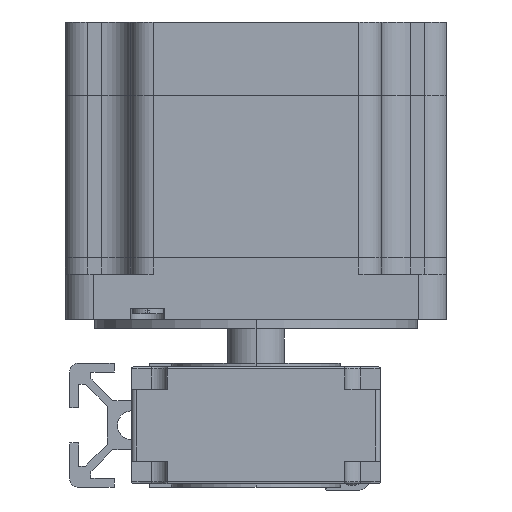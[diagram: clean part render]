
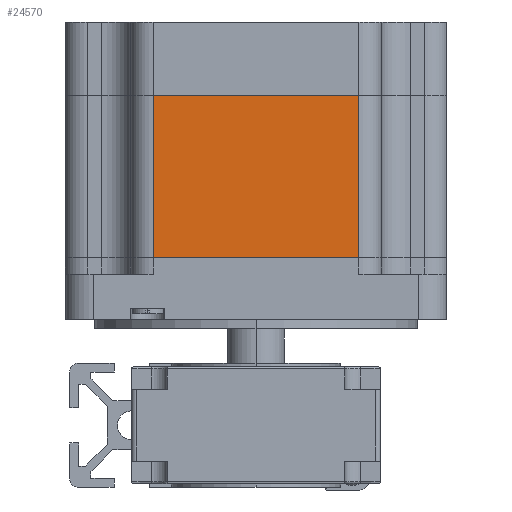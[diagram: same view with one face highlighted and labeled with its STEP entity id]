
A CAD part, front view. The second image highlights one B-rep face of the part: STEP entity #24570.
In plain terms, the highlighted planar face has unit normal (0, -1, 0).
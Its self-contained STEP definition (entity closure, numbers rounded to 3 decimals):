
#627 = CARTESIAN_POINT ( 'NONE',  ( -14.296, 146.447, 74.4 ) ) ;
#1325 = DIRECTION ( 'NONE',  ( 0., 0., 1. ) ) ;
#1848 = CARTESIAN_POINT ( 'NONE',  ( 37.216, 146.447, 90.91 ) ) ;
#1936 = LINE ( 'NONE', #15257, #28426 ) ;
#2451 = VERTEX_POINT ( 'NONE', #17132 ) ;
#4347 = EDGE_CURVE ( 'NONE', #25076, #2451, #1936, .T. ) ;
#4689 = DIRECTION ( 'NONE',  ( 0., 0., 1. ) ) ;
#8019 = DIRECTION ( 'NONE',  ( -1., 0., 0. ) ) ;
#9212 = ORIENTED_EDGE ( 'NONE', *, *, #4347, .F. ) ;
#10212 = VERTEX_POINT ( 'NONE', #15899 ) ;
#10223 = VERTEX_POINT ( 'NONE', #31696 ) ;
#10453 = PLANE ( 'NONE',  #12531 ) ;
#12531 = AXIS2_PLACEMENT_3D ( 'NONE', #38352, #29085, #1325 ) ;
#15043 = CARTESIAN_POINT ( 'NONE',  ( 37.216, 146.447, 37.824 ) ) ;
#15257 = CARTESIAN_POINT ( 'NONE',  ( -14.296, 146.447, 37.824 ) ) ;
#15899 = CARTESIAN_POINT ( 'NONE',  ( 37.216, 146.447, 74.4 ) ) ;
#17132 = CARTESIAN_POINT ( 'NONE',  ( -9.216, 146.447, 37.824 ) ) ;
#17141 = ORIENTED_EDGE ( 'NONE', *, *, #27912, .T. ) ;
#17863 = LINE ( 'NONE', #1848, #18066 ) ;
#18066 = VECTOR ( 'NONE', #4689, 1000. ) ;
#19120 = EDGE_CURVE ( 'NONE', #25076, #10212, #17863, .T. ) ;
#22573 = DIRECTION ( 'NONE',  ( 0., 0., -1. ) ) ;
#23201 = FACE_OUTER_BOUND ( 'NONE', #26852, .T. ) ;
#24570 = ADVANCED_FACE ( 'NONE', ( #23201 ), #10453, .T. ) ;
#24742 = LINE ( 'NONE', #627, #25003 ) ;
#24803 = EDGE_CURVE ( 'NONE', #10223, #2451, #28057, .T. ) ;
#25003 = VECTOR ( 'NONE', #28584, 1000. ) ;
#25076 = VERTEX_POINT ( 'NONE', #15043 ) ;
#26852 = EDGE_LOOP ( 'NONE', ( #38581, #17141, #37539, #9212 ) ) ;
#27912 = EDGE_CURVE ( 'NONE', #10212, #10223, #24742, .T. ) ;
#28057 = LINE ( 'NONE', #31086, #38353 ) ;
#28426 = VECTOR ( 'NONE', #8019, 1000. ) ;
#28584 = DIRECTION ( 'NONE',  ( -1., 0., 0. ) ) ;
#29085 = DIRECTION ( 'NONE',  ( 0., -1., 0. ) ) ;
#31086 = CARTESIAN_POINT ( 'NONE',  ( -9.216, 146.447, 90.91 ) ) ;
#31696 = CARTESIAN_POINT ( 'NONE',  ( -9.216, 146.447, 74.4 ) ) ;
#37539 = ORIENTED_EDGE ( 'NONE', *, *, #24803, .T. ) ;
#38352 = CARTESIAN_POINT ( 'NONE',  ( -14.296, 146.447, 90.91 ) ) ;
#38353 = VECTOR ( 'NONE', #22573, 1000. ) ;
#38581 = ORIENTED_EDGE ( 'NONE', *, *, #19120, .T. ) ;
